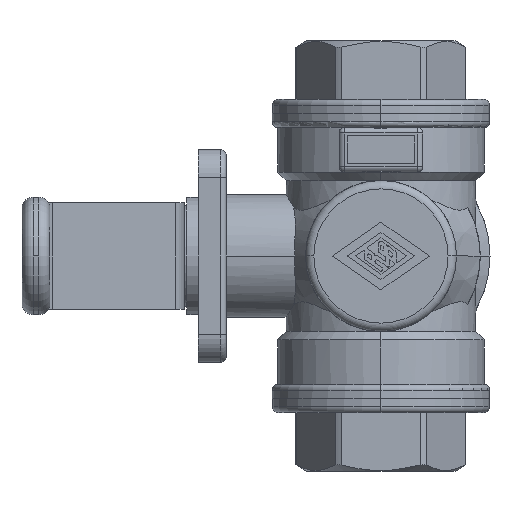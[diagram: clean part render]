
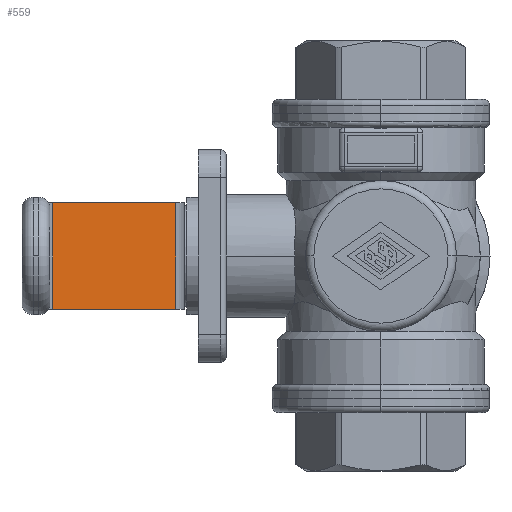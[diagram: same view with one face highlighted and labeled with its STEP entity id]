
A CAD part, left-side view. The second image highlights one B-rep face of the part: STEP entity #559.
In plain terms, the highlighted planar face has unit normal (-0.707, -0.707, 0).
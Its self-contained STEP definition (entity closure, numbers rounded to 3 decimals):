
#559=ADVANCED_FACE('',(#1394),#1395,.F.);
#1394=FACE_OUTER_BOUND('',#2526,.T.);
#1395=PLANE('',#2527);
#2526=EDGE_LOOP('',(#4368,#4369,#4370,#4371));
#2527=AXIS2_PLACEMENT_3D('',#4372,#4373,#4374);
#4368=ORIENTED_EDGE('',*,*,#7269,.T.);
#4369=ORIENTED_EDGE('',*,*,#7276,.F.);
#4370=ORIENTED_EDGE('',*,*,#7328,.T.);
#4371=ORIENTED_EDGE('',*,*,#7329,.T.);
#4372=CARTESIAN_POINT('',(-17.707,36.664,11.402));
#4373=DIRECTION('',(0.707,0.707,0.));
#4374=DIRECTION('',(0.,0.0,-1.0));
#7269=EDGE_CURVE('',#8817,#8815,#8818,.T.);
#7276=EDGE_CURVE('',#8828,#8815,#8830,.T.);
#7328=EDGE_CURVE('',#8828,#8900,#8901,.T.);
#7329=EDGE_CURVE('',#8900,#8817,#8902,.T.);
#8815=VERTEX_POINT('',#13944);
#8817=VERTEX_POINT('',#13946);
#8818=LINE('',#13947,#13948);
#8828=VERTEX_POINT('',#13961);
#8830=LINE('',#13963,#13964);
#8900=VERTEX_POINT('',#14173);
#8901=LINE('',#14174,#14175);
#8902=LINE('',#14176,#14177);
#13944=CARTESIAN_POINT('',(-17.707,36.664,-9.5));
#13946=CARTESIAN_POINT('',(-39.778,58.736,-9.5));
#13947=CARTESIAN_POINT('',(0.,18.957,-9.5));
#13948=VECTOR('',#19512,1.0);
#13961=CARTESIAN_POINT('',(-17.707,36.664,9.5));
#13963=CARTESIAN_POINT('',(-17.707,36.664,11.402));
#13964=VECTOR('',#19522,1.0);
#14173=CARTESIAN_POINT('',(-39.778,58.736,9.5));
#14174=CARTESIAN_POINT('',(0.,18.957,9.5));
#14175=VECTOR('',#19581,1.0);
#14176=CARTESIAN_POINT('',(-39.778,58.736,11.402));
#14177=VECTOR('',#19582,1.0);
#19512=DIRECTION('',(0.707,-0.707,0.));
#19522=DIRECTION('',(0.,0.0,-1.0));
#19581=DIRECTION('',(-0.707,0.707,0.));
#19582=DIRECTION('',(0.,0.0,-1.0));
